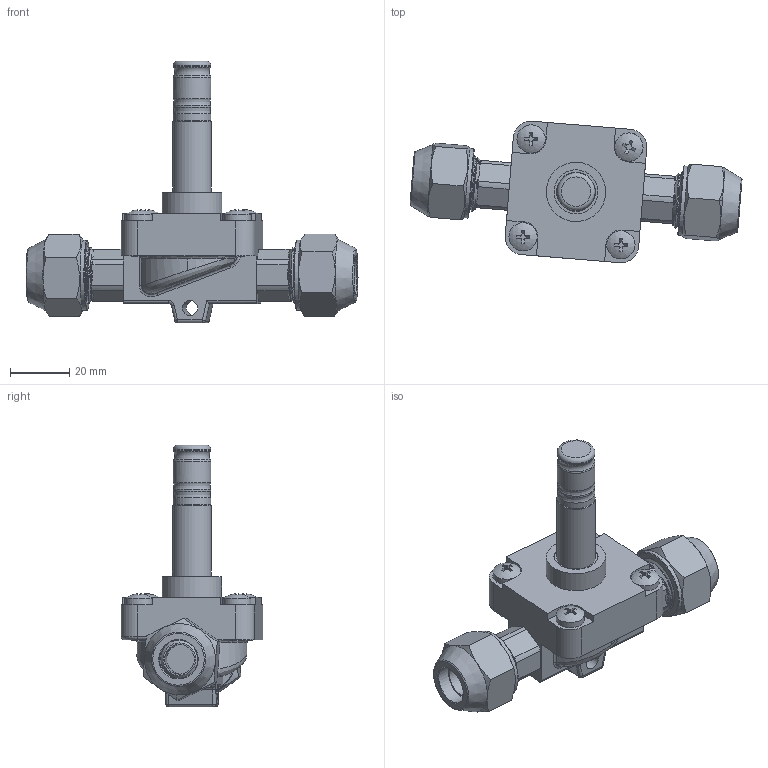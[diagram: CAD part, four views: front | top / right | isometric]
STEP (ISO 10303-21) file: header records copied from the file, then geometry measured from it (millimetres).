
FILE_DESCRIPTION(('TFLEX Exchange Step'),'2;1');
FILE_NAME('032L9095R.stp', '2023-09-28T09:28:48+03:00',('RUCO3026'),('Unknown organisation'),'TFLEX Exchange 2022.1','T-FLEX CAD','Unknown authorisation');
FILE_SCHEMA( ('AUTOMOTIVE_DESIGN { 1 0 10303 214 1 1 1 1 }') );
Length unit declared in the file: millimetre
Products named in the file (1): Nodes
Bounding box: 111.65 x 47.57 x 88 mm (x, y, z)
Volume: 67943.3 mm3; surface area: 22485.2 mm2
Topology: 1 solids, 6 shells, 345 faces, 984 edges, 668 vertices
Faces by surface type: plane 131, cylinder 115, cone 41, bspline 31, torus 19, sphere 8
Full cylindrical faces by diameter (mm): 5 x8, 5.2 x1, 5.5 x4, 9.5 x4, 10 x2, 11.6 x2, 12 x1, 12.7 x4, 12.9 x2, 13.1 x1, 14.8 x1, 16 x2, 17.462 x11, 20 x3, 23.5 x2
Entity records: 47649 total; most frequent: CARTESIAN_POINT 38980, ORIENTED_EDGE 1960, DIRECTION 1658, EDGE_CURVE 980, VERTEX_POINT 668, AXIS2_PLACEMENT_3D 650, EDGE_LOOP 380, FACE_BOUND 380
